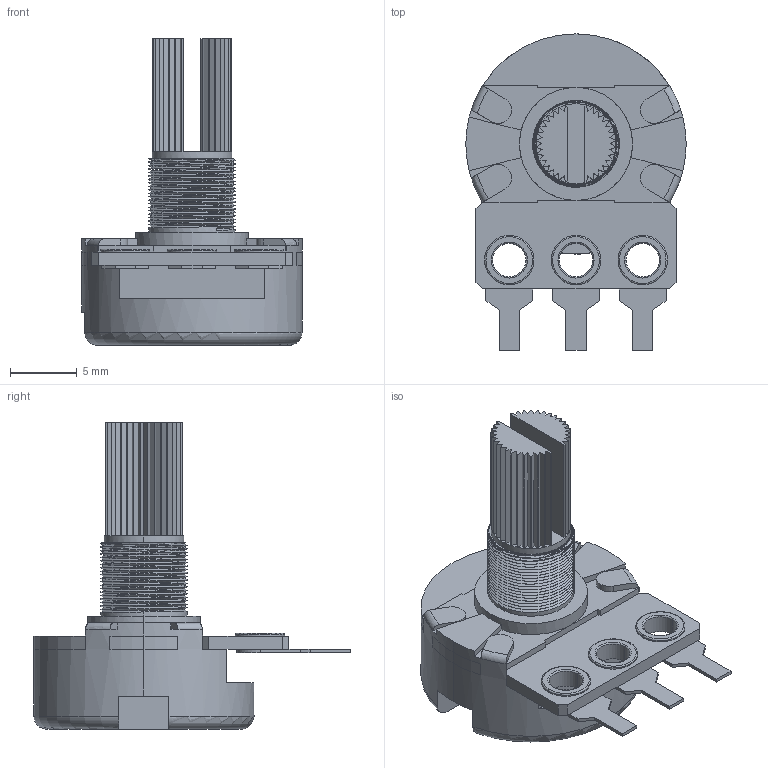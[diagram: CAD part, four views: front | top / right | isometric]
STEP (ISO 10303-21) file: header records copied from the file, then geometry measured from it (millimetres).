
FILE_DESCRIPTION (( 'STEP AP214' ), '1' );
FILE_NAME ('Potentiometer.STEP', '2024-09-20T07:56:47', ( '' ), ( '' ), 'SwSTEP 2.0', 'SolidWorks 2022', '' );
FILE_SCHEMA (( 'AUTOMOTIVE_DESIGN' ));
Length unit declared in the file: millimetre
Products named in the file (1): Potentiometer
Bounding box: 16.5 x 23.7 x 23 mm (x, y, z)
Volume: 1963.5 mm3; surface area: 2430.5 mm2
Topology: 4 solids, 4 shells, 306 faces, 871 edges, 570 vertices
Faces by surface type: plane 202, cylinder 85, torus 17, bspline 2
Entity records: 12350 total; most frequent: CARTESIAN_POINT 3619, ORIENTED_EDGE 1742, DIRECTION 1599, EDGE_CURVE 871, VERTEX_POINT 570, LINE 555, VECTOR 555, AXIS2_PLACEMENT_3D 522
